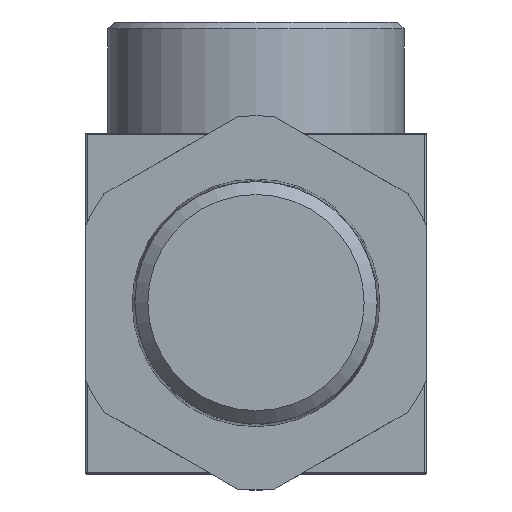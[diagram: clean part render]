
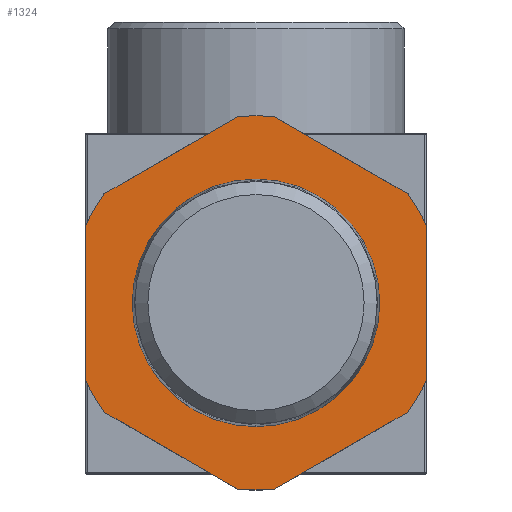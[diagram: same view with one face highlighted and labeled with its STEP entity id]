
A CAD part, top view. The second image highlights one B-rep face of the part: STEP entity #1324.
In plain terms, the highlighted planar face has unit normal (0, 0, 1).
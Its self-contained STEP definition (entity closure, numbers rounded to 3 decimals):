
#31=FACE_BOUND('',#332,.T.);
#68=LINE('',#2224,#124);
#71=LINE('',#2261,#127);
#74=LINE('',#2298,#130);
#77=LINE('',#2335,#133);
#80=LINE('',#2372,#136);
#83=LINE('',#2409,#139);
#124=VECTOR('',#1779,10.);
#127=VECTOR('',#1784,10.);
#130=VECTOR('',#1789,10.);
#133=VECTOR('',#1794,10.);
#136=VECTOR('',#1799,10.);
#139=VECTOR('',#1804,10.);
#249=FACE_OUTER_BOUND('',#331,.T.);
#331=EDGE_LOOP('',(#973,#974,#975,#976,#977,#978,#979,#980,#981,#982,#983,
#984));
#332=EDGE_LOOP('',(#985,#986));
#418=CIRCLE('',#1472,25.25);
#419=CIRCLE('',#1473,25.25);
#420=CIRCLE('',#1474,25.25);
#421=CIRCLE('',#1475,25.25);
#422=CIRCLE('',#1476,25.25);
#423=CIRCLE('',#1477,25.25);
#424=CIRCLE('',#1478,16.7);
#425=CIRCLE('',#1479,16.7);
#537=VERTEX_POINT('',#2221);
#538=VERTEX_POINT('',#2223);
#542=VERTEX_POINT('',#2258);
#543=VERTEX_POINT('',#2260);
#547=VERTEX_POINT('',#2295);
#548=VERTEX_POINT('',#2297);
#552=VERTEX_POINT('',#2332);
#553=VERTEX_POINT('',#2334);
#557=VERTEX_POINT('',#2369);
#558=VERTEX_POINT('',#2371);
#562=VERTEX_POINT('',#2406);
#563=VERTEX_POINT('',#2408);
#564=VERTEX_POINT('',#2418);
#565=VERTEX_POINT('',#2419);
#689=EDGE_CURVE('',#538,#537,#68,.T.);
#694=EDGE_CURVE('',#543,#542,#71,.T.);
#699=EDGE_CURVE('',#548,#547,#74,.T.);
#704=EDGE_CURVE('',#553,#552,#77,.T.);
#709=EDGE_CURVE('',#558,#557,#80,.T.);
#714=EDGE_CURVE('',#563,#562,#83,.T.);
#716=EDGE_CURVE('',#558,#537,#418,.T.);
#717=EDGE_CURVE('',#543,#557,#419,.T.);
#718=EDGE_CURVE('',#563,#542,#420,.T.);
#719=EDGE_CURVE('',#553,#562,#421,.T.);
#720=EDGE_CURVE('',#548,#552,#422,.T.);
#721=EDGE_CURVE('',#538,#547,#423,.T.);
#722=EDGE_CURVE('',#564,#565,#424,.T.);
#723=EDGE_CURVE('',#565,#564,#425,.T.);
#973=ORIENTED_EDGE('',*,*,#689,.T.);
#974=ORIENTED_EDGE('',*,*,#716,.F.);
#975=ORIENTED_EDGE('',*,*,#709,.T.);
#976=ORIENTED_EDGE('',*,*,#717,.F.);
#977=ORIENTED_EDGE('',*,*,#694,.T.);
#978=ORIENTED_EDGE('',*,*,#718,.F.);
#979=ORIENTED_EDGE('',*,*,#714,.T.);
#980=ORIENTED_EDGE('',*,*,#719,.F.);
#981=ORIENTED_EDGE('',*,*,#704,.T.);
#982=ORIENTED_EDGE('',*,*,#720,.F.);
#983=ORIENTED_EDGE('',*,*,#699,.T.);
#984=ORIENTED_EDGE('',*,*,#721,.F.);
#985=ORIENTED_EDGE('',*,*,#722,.T.);
#986=ORIENTED_EDGE('',*,*,#723,.T.);
#1188=PLANE('',#1471);
#1324=ADVANCED_FACE('',(#249,#31),#1188,.T.);
#1471=AXIS2_PLACEMENT_3D('',#2411,#1806,#1807);
#1472=AXIS2_PLACEMENT_3D('',#2412,#1808,#1809);
#1473=AXIS2_PLACEMENT_3D('',#2413,#1810,#1811);
#1474=AXIS2_PLACEMENT_3D('',#2414,#1812,#1813);
#1475=AXIS2_PLACEMENT_3D('',#2415,#1814,#1815);
#1476=AXIS2_PLACEMENT_3D('',#2416,#1816,#1817);
#1477=AXIS2_PLACEMENT_3D('',#2417,#1818,#1819);
#1478=AXIS2_PLACEMENT_3D('',#2420,#1820,#1821);
#1479=AXIS2_PLACEMENT_3D('',#2421,#1822,#1823);
#1779=DIRECTION('',(-0.866,0.5,0.));
#1784=DIRECTION('',(0.,-1.,0.));
#1789=DIRECTION('',(0.,1.,0.));
#1794=DIRECTION('',(0.866,0.5,0.));
#1799=DIRECTION('',(-0.866,-0.5,0.));
#1804=DIRECTION('',(0.866,-0.5,0.));
#1806=DIRECTION('center_axis',(0.,0.,1.));
#1807=DIRECTION('ref_axis',(1.,0.,0.));
#1808=DIRECTION('center_axis',(0.,0.,-1.));
#1809=DIRECTION('ref_axis',(1.,0.,0.));
#1810=DIRECTION('center_axis',(0.,0.,-1.));
#1811=DIRECTION('ref_axis',(1.,0.,0.));
#1812=DIRECTION('center_axis',(0.,0.,-1.));
#1813=DIRECTION('ref_axis',(1.,0.,0.));
#1814=DIRECTION('center_axis',(0.,0.,-1.));
#1815=DIRECTION('ref_axis',(1.,0.,0.));
#1816=DIRECTION('center_axis',(0.,0.,-1.));
#1817=DIRECTION('ref_axis',(1.,0.,0.));
#1818=DIRECTION('center_axis',(0.,0.,-1.));
#1819=DIRECTION('ref_axis',(1.,0.,0.));
#1820=DIRECTION('center_axis',(0.,0.,-1.));
#1821=DIRECTION('ref_axis',(1.,0.,0.));
#1822=DIRECTION('center_axis',(0.,0.,-1.));
#1823=DIRECTION('ref_axis',(1.,0.,0.));
#2221=CARTESIAN_POINT('',(2.477,25.128,14.175));
#2223=CARTESIAN_POINT('',(20.523,14.709,14.175));
#2224=CARTESIAN_POINT('',(10.545,20.47,14.175));
#2258=CARTESIAN_POINT('',(-23.,-10.419,14.175));
#2260=CARTESIAN_POINT('',(-23.,10.419,14.175));
#2261=CARTESIAN_POINT('',(-23.,17.835,14.175));
#2295=CARTESIAN_POINT('',(23.,10.419,14.175));
#2297=CARTESIAN_POINT('',(23.,-10.419,14.175));
#2298=CARTESIAN_POINT('',(23.,7.415,14.175));
#2332=CARTESIAN_POINT('',(20.523,-14.709,14.175));
#2334=CARTESIAN_POINT('',(2.477,-25.128,14.175));
#2335=CARTESIAN_POINT('',(12.455,-19.367,14.175));
#2369=CARTESIAN_POINT('',(-20.523,14.709,14.175));
#2371=CARTESIAN_POINT('',(-2.477,25.128,14.175));
#2372=CARTESIAN_POINT('',(-1.522,25.68,14.175));
#2406=CARTESIAN_POINT('',(-2.477,-25.128,14.175));
#2408=CARTESIAN_POINT('',(-20.523,-14.709,14.175));
#2409=CARTESIAN_POINT('',(-21.478,-14.158,14.175));
#2411=CARTESIAN_POINT('Origin',(0.,25.25,14.175));
#2412=CARTESIAN_POINT('Origin',(0.,0.,14.175));
#2413=CARTESIAN_POINT('Origin',(0.,0.,14.175));
#2414=CARTESIAN_POINT('Origin',(0.,0.,14.175));
#2415=CARTESIAN_POINT('Origin',(0.,0.,14.175));
#2416=CARTESIAN_POINT('Origin',(0.,0.,14.175));
#2417=CARTESIAN_POINT('Origin',(0.,0.,14.175));
#2418=CARTESIAN_POINT('',(0.,16.7,14.175));
#2419=CARTESIAN_POINT('',(0.,-16.7,14.175));
#2420=CARTESIAN_POINT('Origin',(0.,0.,14.175));
#2421=CARTESIAN_POINT('Origin',(0.,0.,14.175));
